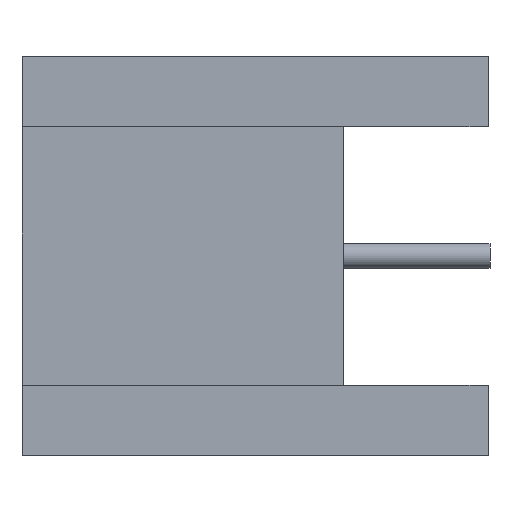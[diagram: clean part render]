
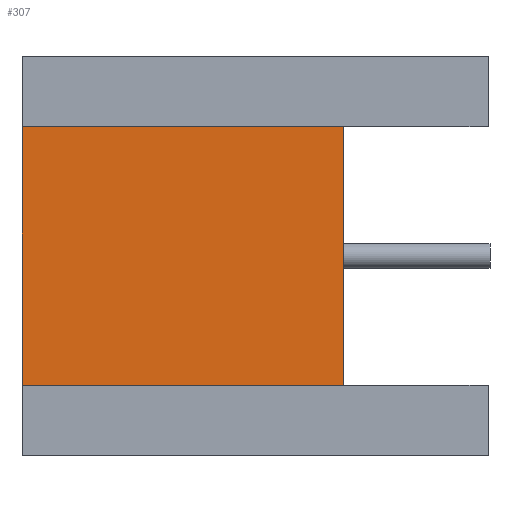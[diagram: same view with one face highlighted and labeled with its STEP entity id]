
A CAD part, front view. The second image highlights one B-rep face of the part: STEP entity #307.
In plain terms, the highlighted face is planar.
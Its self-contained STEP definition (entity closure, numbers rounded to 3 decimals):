
#37 = AXIS2_PLACEMENT_3D ( 'NONE', #1061, #493, #504 ) ;
#40 = FACE_OUTER_BOUND ( 'NONE', #1590, .T. ) ;
#50 = DIRECTION ( 'NONE',  ( 1., 0., 0. ) ) ;
#100 = CARTESIAN_POINT ( 'NONE',  ( -4.9, -2.05, -2.3 ) ) ;
#289 = ORIENTED_EDGE ( 'NONE', *, *, #1276, .F. ) ;
#291 = VERTEX_POINT ( 'NONE', #3394 ) ;
#307 = ADVANCED_FACE ( 'NONE', ( #40 ), #1928, .T. ) ;
#417 = LINE ( 'NONE', #100, #686 ) ;
#493 = DIRECTION ( 'NONE',  ( 0., 0., -1. ) ) ;
#504 = DIRECTION ( 'NONE',  ( 0., 1., 0. ) ) ;
#672 = EDGE_CURVE ( 'NONE', #291, #1598, #2138, .T. ) ;
#686 = VECTOR ( 'NONE', #50, 1000. ) ;
#754 = CARTESIAN_POINT ( 'NONE',  ( 5.1, -2.05, -2.3 ) ) ;
#760 = EDGE_CURVE ( 'NONE', #291, #3557, #417, .T. ) ;
#1061 = CARTESIAN_POINT ( 'NONE',  ( -4.9, -2.05, -2.3 ) ) ;
#1173 = ORIENTED_EDGE ( 'NONE', *, *, #760, .F. ) ;
#1276 = EDGE_CURVE ( 'NONE', #3557, #3659, #2218, .T. ) ;
#1447 = VECTOR ( 'NONE', #2308, 1000. ) ;
#1459 = CARTESIAN_POINT ( 'NONE',  ( 5.1, 2.05, -2.3 ) ) ;
#1590 = EDGE_LOOP ( 'NONE', ( #1918, #2371, #289, #1173 ) ) ;
#1598 = VERTEX_POINT ( 'NONE', #2997 ) ;
#1876 = VECTOR ( 'NONE', #3121, 1000. ) ;
#1918 = ORIENTED_EDGE ( 'NONE', *, *, #672, .T. ) ;
#1928 = PLANE ( 'NONE',  #37 ) ;
#2138 = LINE ( 'NONE', #3390, #1876 ) ;
#2206 = LINE ( 'NONE', #2560, #1447 ) ;
#2218 = LINE ( 'NONE', #2707, #2315 ) ;
#2308 = DIRECTION ( 'NONE',  ( 1., 0., 0. ) ) ;
#2315 = VECTOR ( 'NONE', #2784, 1000. ) ;
#2371 = ORIENTED_EDGE ( 'NONE', *, *, #2803, .T. ) ;
#2560 = CARTESIAN_POINT ( 'NONE',  ( -4.9, 2.05, -2.3 ) ) ;
#2707 = CARTESIAN_POINT ( 'NONE',  ( 5.1, -2.05, -2.3 ) ) ;
#2784 = DIRECTION ( 'NONE',  ( 0., 1., 0. ) ) ;
#2803 = EDGE_CURVE ( 'NONE', #1598, #3659, #2206, .T. ) ;
#2997 = CARTESIAN_POINT ( 'NONE',  ( 0., 2.05, -2.3 ) ) ;
#3121 = DIRECTION ( 'NONE',  ( 0., 1., 0. ) ) ;
#3390 = CARTESIAN_POINT ( 'NONE',  ( 0., 0., -2.3 ) ) ;
#3394 = CARTESIAN_POINT ( 'NONE',  ( 0., -2.05, -2.3 ) ) ;
#3557 = VERTEX_POINT ( 'NONE', #754 ) ;
#3659 = VERTEX_POINT ( 'NONE', #1459 ) ;
